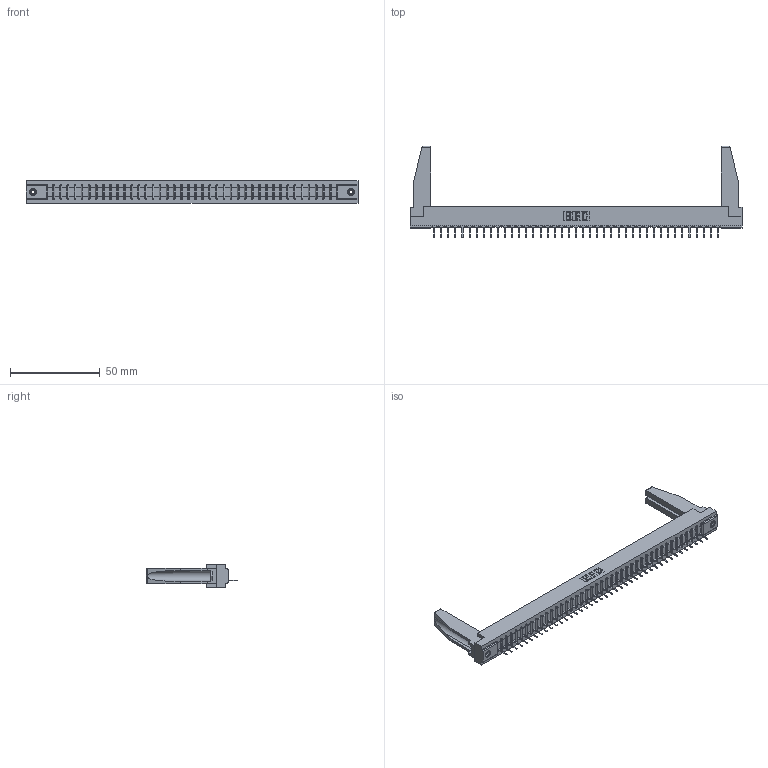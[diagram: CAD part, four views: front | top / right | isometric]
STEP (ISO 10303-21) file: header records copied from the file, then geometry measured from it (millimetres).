
FILE_DESCRIPTION (( 'STEP AP203' ), '1' );
FILE_NAME ('307-041-531-178.STEP', '2019-09-04T07:11:19', ( '' ), ( '' ), 'SwSTEP 2.0', 'SolidWorks 2016', '' );
FILE_SCHEMA (( 'CONFIG_CONTROL_DESIGN' ));
Length unit declared in the file: inch
Products named in the file (5): 345-250-001_345-250-001-102; 307 Part_.156 Dia Mounting Holes; 307-041-531-178; 307-220-078; 307-290-001_531
Assembly tree (46 placements, depth 2):
  307-041-531-178
    307 Part_.156 Dia Mounting Holes
    307-290-001_531  x41
    307-220-078  x2
    345-250-001_345-250-001-102  x2
Bounding box: 185.47 x 51.13 x 12.7 mm (x, y, z)
Volume: 23166.6 mm3; surface area: 23653.2 mm2
Topology: 46 solids, 46 shells, 2586 faces, 7295 edges, 4686 vertices
Faces by surface type: plane 1671, cylinder 815, sphere 84, cone 12, torus 4
Entity records: 37679 total; most frequent: CARTESIAN_POINT 6346, ORIENTED_EDGE 6288, DIRECTION 6128, EDGE_CURVE 3144, LINE 2416, VECTOR 2416, VERTEX_POINT 2032, AXIS2_PLACEMENT_3D 1856
